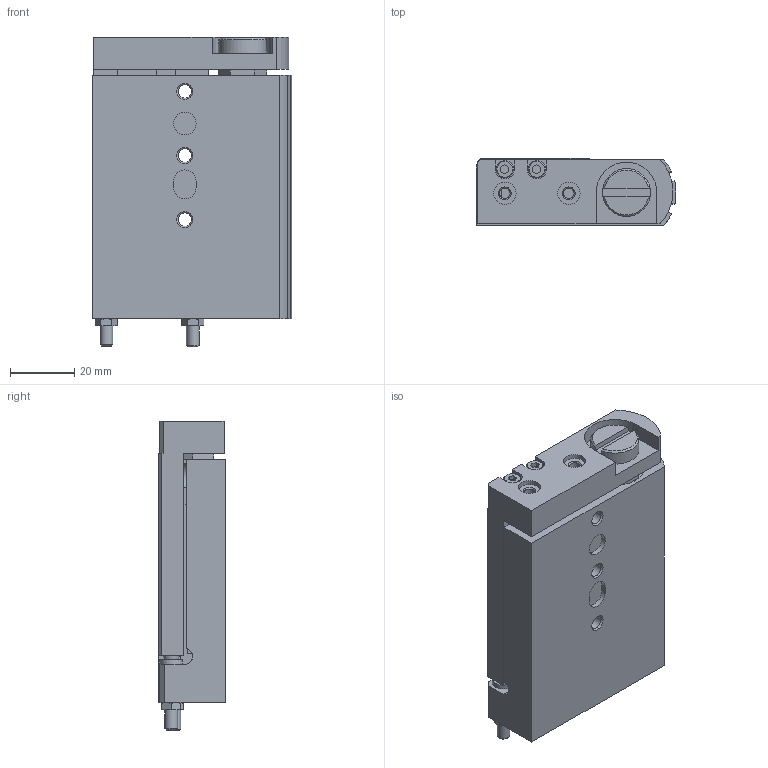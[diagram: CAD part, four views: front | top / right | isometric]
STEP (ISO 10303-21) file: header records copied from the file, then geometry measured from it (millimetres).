
FILE_DESCRIPTION(/* description */ ('STEP AP214'),/* implementation_level */ '2;1');
FILE_NAME(/* name */ '170513_SLF-16-30-P-A',/* time_stamp */ '2024-09-15T06:40:04+02:00',/* author */ ('License CC BY-ND 4.0'),/* organization */ ('CADENAS'),/* preprocessor_version */ 'ST-DEVELOPER v19.3',/* originating_system */ 'PARTsolutions',/* authorisation */ ' ');
FILE_SCHEMA (('AUTOMOTIVE_DESIGN {1 0 10303 214 3 1 1}'));
Length unit declared in the file: millimetre
Products named in the file (3): 170513 SLF-16-30-P-A---(0); 170513 SLF-16-30-P-A_z; 170513 SLF-16-30-P-A_k
Assembly tree (2 placements, depth 2):
  170513 SLF-16-30-P-A---(0)
    170513 SLF-16-30-P-A_z
    170513 SLF-16-30-P-A_k
Bounding box: 62.46 x 21 x 96.8 mm (x, y, z)
Volume: 89600.6 mm3; surface area: 37626.6 mm2
Topology: 2 solids, 4 shells, 335 faces, 848 edges, 534 vertices
Faces by surface type: plane 188, cone 72, cylinder 71, torus 4
Full cylindrical faces by diameter (mm): 2.85 x1, 3.242 x8, 4 x2, 4.134 x5, 5.5 x2, 5.8 x4, 6 x2, 7 x6, 8 x6, 15 x1, 16 x2, 18.2 x1
Entity records: 9630 total; most frequent: CARTESIAN_POINT 1849, DIRECTION 1585, ORIENTED_EDGE 1504, EDGE_CURVE 752, AXIS2_PLACEMENT_3D 576, VERTEX_POINT 515, FACE_BOUND 457, EDGE_LOOP 456
